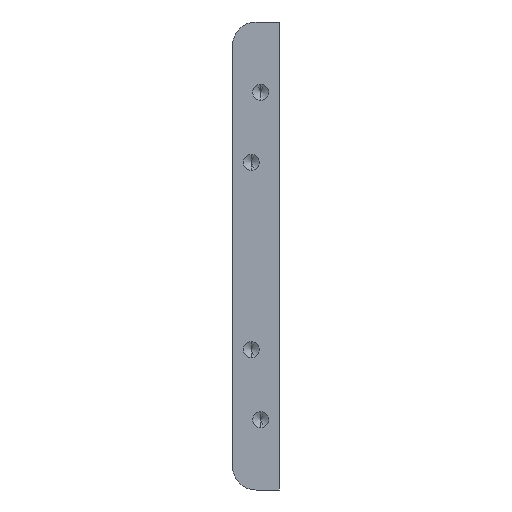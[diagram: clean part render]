
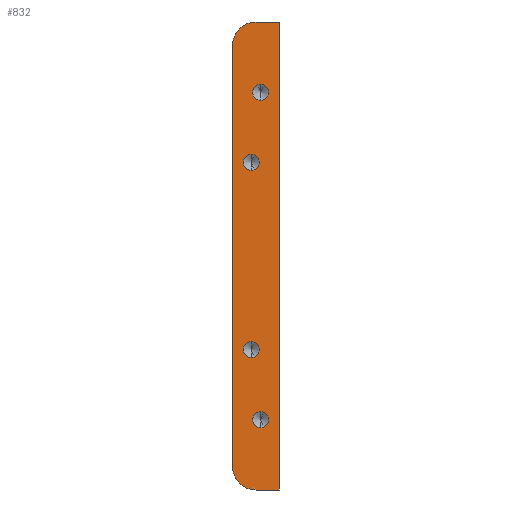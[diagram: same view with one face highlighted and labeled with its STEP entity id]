
A CAD part, left-side view. The second image highlights one B-rep face of the part: STEP entity #832.
In plain terms, the highlighted planar face has unit normal (-1, 0, 0).
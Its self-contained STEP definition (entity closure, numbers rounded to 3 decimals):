
#12 = EDGE_CURVE ( 'NONE', #270, #1257, #1306, .T. ) ;
#46 = VERTEX_POINT ( 'NONE', #925 ) ;
#47 = AXIS2_PLACEMENT_3D ( 'NONE', #1165, #114, #459 ) ;
#64 = EDGE_LOOP ( 'NONE', ( #1240, #1091 ) ) ;
#69 = AXIS2_PLACEMENT_3D ( 'NONE', #535, #876, #1006 ) ;
#81 = DIRECTION ( 'NONE',  ( 0., 0., 1. ) ) ;
#91 = DIRECTION ( 'NONE',  ( 0., 0., 1. ) ) ;
#114 = DIRECTION ( 'NONE',  ( 1., 0., 0. ) ) ;
#118 = CIRCLE ( 'NONE', #361, 3.4 ) ;
#127 = EDGE_CURVE ( 'NONE', #1206, #1099, #1459, .T. ) ;
#143 = FACE_BOUND ( 'NONE', #1386, .T. ) ;
#191 = EDGE_CURVE ( 'NONE', #234, #1330, #558, .T. ) ;
#192 = ORIENTED_EDGE ( 'NONE', *, *, #191, .F. ) ;
#196 = EDGE_CURVE ( 'NONE', #46, #1520, #346, .T. ) ;
#200 = FACE_BOUND ( 'NONE', #607, .T. ) ;
#203 = AXIS2_PLACEMENT_3D ( 'NONE', #824, #1431, #251 ) ;
#205 = CARTESIAN_POINT ( 'NONE',  ( -40., 12., -43.4 ) ) ;
#208 = EDGE_CURVE ( 'NONE', #348, #1206, #249, .T. ) ;
#209 = VERTEX_POINT ( 'NONE', #1185 ) ;
#212 = CARTESIAN_POINT ( 'NONE',  ( -40., 12., -40. ) ) ;
#234 = VERTEX_POINT ( 'NONE', #1052 ) ;
#249 = CIRCLE ( 'NONE', #1056, 10. ) ;
#251 = DIRECTION ( 'NONE',  ( 0., 0., 1. ) ) ;
#267 = VERTEX_POINT ( 'NONE', #818 ) ;
#270 = VERTEX_POINT ( 'NONE', #1200 ) ;
#282 = CARTESIAN_POINT ( 'NONE',  ( -40., 8., -70. ) ) ;
#308 = EDGE_CURVE ( 'NONE', #546, #209, #118, .T. ) ;
#316 = ORIENTED_EDGE ( 'NONE', *, *, #711, .F. ) ;
#338 = EDGE_CURVE ( 'NONE', #348, #1255, #974, .T. ) ;
#346 = LINE ( 'NONE', #1404, #1223 ) ;
#348 = VERTEX_POINT ( 'NONE', #738 ) ;
#361 = AXIS2_PLACEMENT_3D ( 'NONE', #1308, #1320, #855 ) ;
#371 = ORIENTED_EDGE ( 'NONE', *, *, #588, .F. ) ;
#379 = CIRCLE ( 'NONE', #1424, 3.4 ) ;
#402 = EDGE_CURVE ( 'NONE', #1330, #234, #379, .T. ) ;
#409 = CARTESIAN_POINT ( 'NONE',  ( -40., 20., 90. ) ) ;
#413 = AXIS2_PLACEMENT_3D ( 'NONE', #949, #821, #710 ) ;
#436 = DIRECTION ( 'NONE',  ( -1., 0., 0. ) ) ;
#449 = DIRECTION ( 'NONE',  ( 0., -1., 0. ) ) ;
#455 = DIRECTION ( 'NONE',  ( -1., 0., 0. ) ) ;
#459 = DIRECTION ( 'NONE',  ( 0., 0., -1. ) ) ;
#464 = ORIENTED_EDGE ( 'NONE', *, *, #208, .T. ) ;
#471 = EDGE_CURVE ( 'NONE', #1099, #1520, #1051, .T. ) ;
#488 = DIRECTION ( 'NONE',  ( 0., 0., 1. ) ) ;
#500 = CIRCLE ( 'NONE', #1026, 3.4 ) ;
#516 = CIRCLE ( 'NONE', #1273, 10. ) ;
#535 = CARTESIAN_POINT ( 'NONE',  ( -40., 12., -40. ) ) ;
#546 = VERTEX_POINT ( 'NONE', #1261 ) ;
#558 = CIRCLE ( 'NONE', #413, 3.4 ) ;
#571 = CARTESIAN_POINT ( 'NONE',  ( -40., 12., 36.6 ) ) ;
#573 = CARTESIAN_POINT ( 'NONE',  ( -40., 0., -100. ) ) ;
#578 = FACE_OUTER_BOUND ( 'NONE', #940, .T. ) ;
#586 = DIRECTION ( 'NONE',  ( 0., 0., 1. ) ) ;
#588 = EDGE_CURVE ( 'NONE', #1134, #267, #1087, .T. ) ;
#601 = FACE_BOUND ( 'NONE', #64, .T. ) ;
#607 = EDGE_LOOP ( 'NONE', ( #192, #911 ) ) ;
#662 = ORIENTED_EDGE ( 'NONE', *, *, #338, .F. ) ;
#676 = ORIENTED_EDGE ( 'NONE', *, *, #127, .T. ) ;
#696 = DIRECTION ( 'NONE',  ( 0., 0., -1. ) ) ;
#710 = DIRECTION ( 'NONE',  ( 0., 0., 1. ) ) ;
#711 = EDGE_CURVE ( 'NONE', #267, #1134, #500, .T. ) ;
#738 = CARTESIAN_POINT ( 'NONE',  ( -40., 20., -90. ) ) ;
#753 = DIRECTION ( 'NONE',  ( -1., 0., 0. ) ) ;
#755 = DIRECTION ( 'NONE',  ( 0., 0., 1. ) ) ;
#785 = ORIENTED_EDGE ( 'NONE', *, *, #1507, .T. ) ;
#789 = DIRECTION ( 'NONE',  ( -1., 0., 0. ) ) ;
#795 = CARTESIAN_POINT ( 'NONE',  ( -40., 20., -100. ) ) ;
#809 = PLANE ( 'NONE',  #47 ) ;
#818 = CARTESIAN_POINT ( 'NONE',  ( -40., 12., 43.4 ) ) ;
#821 = DIRECTION ( 'NONE',  ( -1., 0., 0. ) ) ;
#824 = CARTESIAN_POINT ( 'NONE',  ( -40., 12., 40. ) ) ;
#827 = FACE_BOUND ( 'NONE', #1518, .T. ) ;
#831 = ORIENTED_EDGE ( 'NONE', *, *, #308, .F. ) ;
#832 = ADVANCED_FACE ( 'NONE', ( #200, #601, #827, #143, #578 ), #809, .F. ) ;
#855 = DIRECTION ( 'NONE',  ( 0., 0., 1. ) ) ;
#876 = DIRECTION ( 'NONE',  ( -1., 0., 0. ) ) ;
#904 = DIRECTION ( 'NONE',  ( 0., -1., 0. ) ) ;
#911 = ORIENTED_EDGE ( 'NONE', *, *, #402, .F. ) ;
#925 = CARTESIAN_POINT ( 'NONE',  ( -40., 10., 100. ) ) ;
#933 = CARTESIAN_POINT ( 'NONE',  ( -40., 8., 70. ) ) ;
#937 = CARTESIAN_POINT ( 'NONE',  ( -40., 10., -90. ) ) ;
#940 = EDGE_LOOP ( 'NONE', ( #1270, #785, #662, #464, #676, #1477 ) ) ;
#949 = CARTESIAN_POINT ( 'NONE',  ( -40., 8., -70. ) ) ;
#955 = CIRCLE ( 'NONE', #1295, 3.4 ) ;
#974 = LINE ( 'NONE', #1302, #1012 ) ;
#1006 = DIRECTION ( 'NONE',  ( 0., 0., 1. ) ) ;
#1012 = VECTOR ( 'NONE', #488, 1000. ) ;
#1026 = AXIS2_PLACEMENT_3D ( 'NONE', #1246, #436, #81 ) ;
#1027 = AXIS2_PLACEMENT_3D ( 'NONE', #212, #789, #91 ) ;
#1051 = LINE ( 'NONE', #1222, #1331 ) ;
#1052 = CARTESIAN_POINT ( 'NONE',  ( -40., 8., -66.6 ) ) ;
#1056 = AXIS2_PLACEMENT_3D ( 'NONE', #937, #455, #696 ) ;
#1065 = CIRCLE ( 'NONE', #1027, 3.4 ) ;
#1087 = CIRCLE ( 'NONE', #203, 3.4 ) ;
#1091 = ORIENTED_EDGE ( 'NONE', *, *, #1132, .F. ) ;
#1099 = VERTEX_POINT ( 'NONE', #573 ) ;
#1112 = VECTOR ( 'NONE', #904, 1000. ) ;
#1132 = EDGE_CURVE ( 'NONE', #1257, #270, #1065, .T. ) ;
#1134 = VERTEX_POINT ( 'NONE', #571 ) ;
#1160 = EDGE_CURVE ( 'NONE', #209, #546, #955, .T. ) ;
#1165 = CARTESIAN_POINT ( 'NONE',  ( -40., 20., 100. ) ) ;
#1185 = CARTESIAN_POINT ( 'NONE',  ( -40., 8., 73.4 ) ) ;
#1200 = CARTESIAN_POINT ( 'NONE',  ( -40., 12., -36.6 ) ) ;
#1206 = VERTEX_POINT ( 'NONE', #1410 ) ;
#1222 = CARTESIAN_POINT ( 'NONE',  ( -40., 0., 100. ) ) ;
#1223 = VECTOR ( 'NONE', #449, 1000. ) ;
#1232 = DIRECTION ( 'NONE',  ( -1., 0., 0. ) ) ;
#1240 = ORIENTED_EDGE ( 'NONE', *, *, #12, .F. ) ;
#1246 = CARTESIAN_POINT ( 'NONE',  ( -40., 12., 40. ) ) ;
#1255 = VERTEX_POINT ( 'NONE', #409 ) ;
#1257 = VERTEX_POINT ( 'NONE', #205 ) ;
#1261 = CARTESIAN_POINT ( 'NONE',  ( -40., 8., 66.6 ) ) ;
#1270 = ORIENTED_EDGE ( 'NONE', *, *, #196, .F. ) ;
#1273 = AXIS2_PLACEMENT_3D ( 'NONE', #1336, #753, #1454 ) ;
#1295 = AXIS2_PLACEMENT_3D ( 'NONE', #933, #1398, #586 ) ;
#1296 = ORIENTED_EDGE ( 'NONE', *, *, #1160, .F. ) ;
#1302 = CARTESIAN_POINT ( 'NONE',  ( -40., 20., 100. ) ) ;
#1306 = CIRCLE ( 'NONE', #69, 3.4 ) ;
#1308 = CARTESIAN_POINT ( 'NONE',  ( -40., 8., 70. ) ) ;
#1320 = DIRECTION ( 'NONE',  ( -1., 0., 0. ) ) ;
#1322 = CARTESIAN_POINT ( 'NONE',  ( -40., 8., -73.4 ) ) ;
#1330 = VERTEX_POINT ( 'NONE', #1322 ) ;
#1331 = VECTOR ( 'NONE', #755, 1000. ) ;
#1336 = CARTESIAN_POINT ( 'NONE',  ( -40., 10., 90. ) ) ;
#1386 = EDGE_LOOP ( 'NONE', ( #1296, #831 ) ) ;
#1398 = DIRECTION ( 'NONE',  ( -1., 0., 0. ) ) ;
#1404 = CARTESIAN_POINT ( 'NONE',  ( -40., 20., 100. ) ) ;
#1410 = CARTESIAN_POINT ( 'NONE',  ( -40., 10., -100. ) ) ;
#1424 = AXIS2_PLACEMENT_3D ( 'NONE', #282, #1232, #1452 ) ;
#1431 = DIRECTION ( 'NONE',  ( -1., 0., 0. ) ) ;
#1452 = DIRECTION ( 'NONE',  ( 0., 0., 1. ) ) ;
#1454 = DIRECTION ( 'NONE',  ( 0., 0., -1. ) ) ;
#1459 = LINE ( 'NONE', #795, #1112 ) ;
#1469 = CARTESIAN_POINT ( 'NONE',  ( -40., 0., 100. ) ) ;
#1477 = ORIENTED_EDGE ( 'NONE', *, *, #471, .T. ) ;
#1507 = EDGE_CURVE ( 'NONE', #46, #1255, #516, .T. ) ;
#1518 = EDGE_LOOP ( 'NONE', ( #316, #371 ) ) ;
#1520 = VERTEX_POINT ( 'NONE', #1469 ) ;
